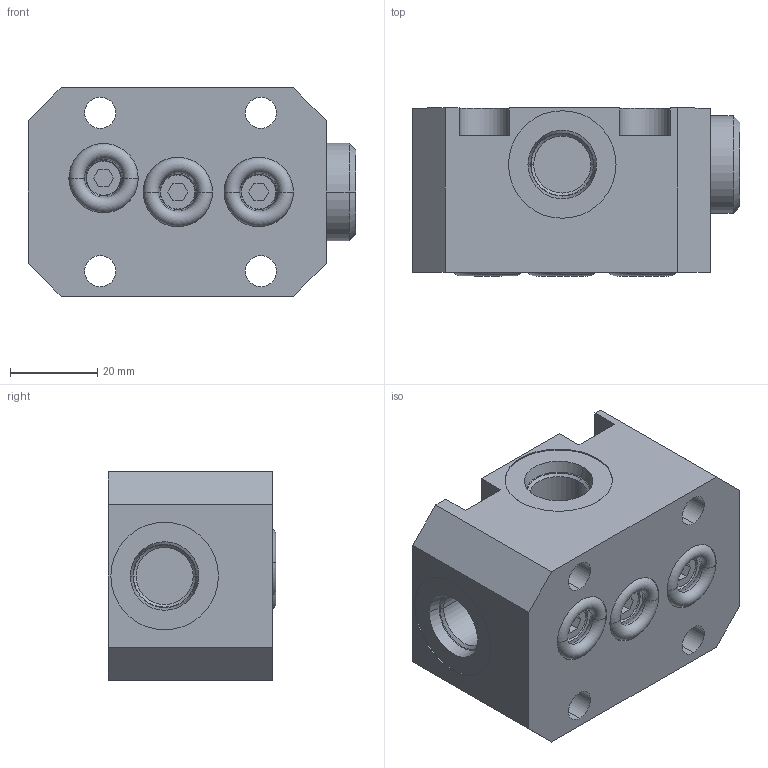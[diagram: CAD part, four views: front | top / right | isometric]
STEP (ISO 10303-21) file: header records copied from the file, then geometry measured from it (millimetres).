
FILE_DESCRIPTION((''),'2;1');
FILE_NAME('ILC70331111','2016-07-11T',('jdw'),(''),'PRO/ENGINEER BY PARAMETRIC TECHNOLOGY CORPORATION, 2013320','PRO/ENGINEER BY PARAMETRIC TECHNOLOGY CORPORATION, 2013320','');
FILE_SCHEMA(('AUTOMOTIVE_DESIGN { 1 0 10303 214 1 1 1 1 }'));
Length unit declared in the file: inch
Products named in the file (1): ILC70331111
Bounding box: 75.08 x 38.46 x 47.75 mm (x, y, z)
Volume: 106083.2 mm3; surface area: 24704.4 mm2
Topology: 4 solids, 13 shells, 173 faces, 398 edges, 256 vertices
Faces by surface type: plane 69, cylinder 62, cone 30, torus 12
Entity records: 5206 total; most frequent: DIRECTION 938, CARTESIAN_POINT 829, ORIENTED_EDGE 768, EDGE_CURVE 398, AXIS2_PLACEMENT_3D 366, VERTEX_POINT 256, EDGE_LOOP 208, VECTOR 206
